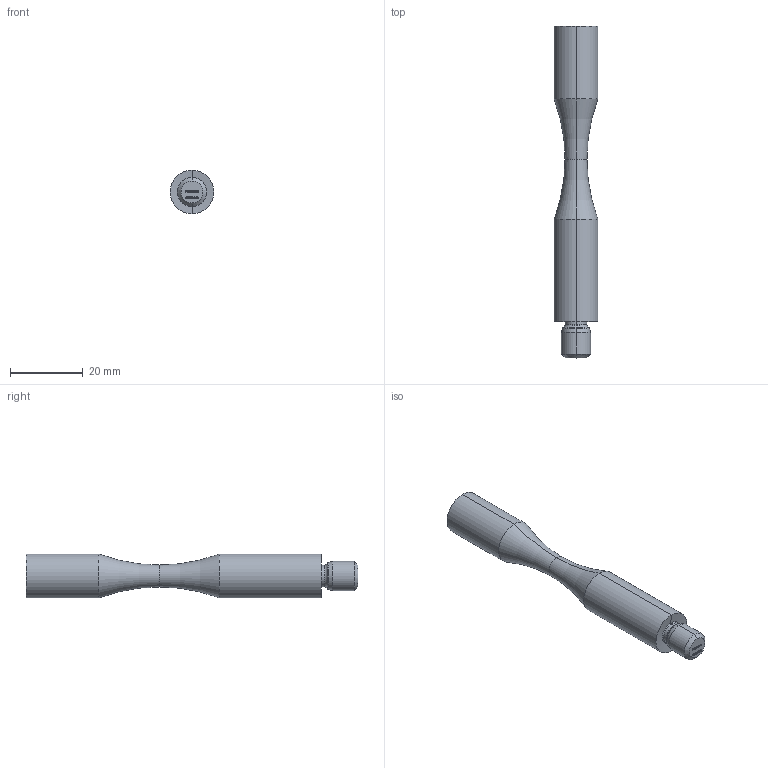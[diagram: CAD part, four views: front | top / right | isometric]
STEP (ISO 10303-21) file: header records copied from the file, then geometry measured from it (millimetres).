
FILE_DESCRIPTION (( 'STEP AP203' ), '1' );
FILE_NAME ('50432-240.STEP', '2018-08-06T12:44:05', ( '' ), ( '' ), 'SwSTEP 2.0', 'SolidWorks 2015', '' );
FILE_SCHEMA (( 'CONFIG_CONTROL_DESIGN' ));
Length unit declared in the file: millimetre
Products named in the file (1): 50432-240
Bounding box: 12 x 91 x 12 mm (x, y, z)
Volume: 7181.6 mm3; surface area: 3407 mm2
Topology: 1 solids, 1 shells, 265 faces, 687 edges, 447 vertices
Faces by surface type: plane 131, bspline 100, torus 12, cone 12, cylinder 10
Entity records: 13632 total; most frequent: CARTESIAN_POINT 7738, ORIENTED_EDGE 1370, DIRECTION 865, EDGE_CURVE 685, VERTEX_POINT 447, LINE 437, VECTOR 437, EDGE_LOOP 290
